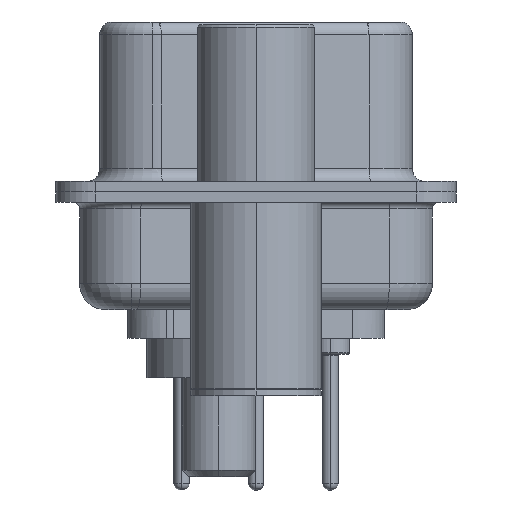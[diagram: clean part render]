
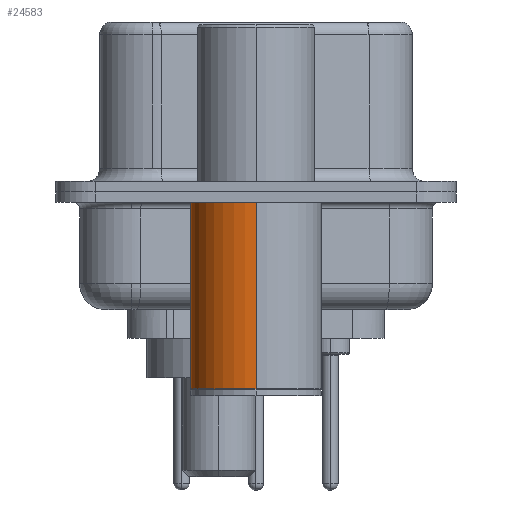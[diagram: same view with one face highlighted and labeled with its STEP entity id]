
A CAD part, left-side view. The second image highlights one B-rep face of the part: STEP entity #24583.
In plain terms, the highlighted cylindrical face has radius 2.5 mm (diameter 5 mm), a partial arc.
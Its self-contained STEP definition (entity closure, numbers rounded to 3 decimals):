
#249 = CARTESIAN_POINT ( 'NONE',  ( 0., 0., -0.4 ) ) ;
#1910 = ORIENTED_EDGE ( 'NONE', *, *, #26935, .F. ) ;
#2415 = DIRECTION ( 'NONE',  ( 1., 0., 0. ) ) ;
#3792 = DIRECTION ( 'NONE',  ( 0., 0., 1. ) ) ;
#3873 = CARTESIAN_POINT ( 'NONE',  ( -2.5, 0., -7.525 ) ) ;
#5107 = DIRECTION ( 'NONE',  ( 0., 0., 1. ) ) ;
#6296 = CARTESIAN_POINT ( 'NONE',  ( -2.5, 0., -0.4 ) ) ;
#6732 = CARTESIAN_POINT ( 'NONE',  ( 2.5, 0., -7.525 ) ) ;
#6863 = VERTEX_POINT ( 'NONE', #25720 ) ;
#7285 = CARTESIAN_POINT ( 'NONE',  ( 2.5, 0., 0.581 ) ) ;
#7418 = VECTOR ( 'NONE', #22627, 1000. ) ;
#8093 = CARTESIAN_POINT ( 'NONE',  ( 0., 0., 0.581 ) ) ;
#8941 = CIRCLE ( 'NONE', #27618, 2.5 ) ;
#8992 = CARTESIAN_POINT ( 'NONE',  ( -2.5, 0., 0.581 ) ) ;
#9150 = VECTOR ( 'NONE', #22134, 1000. ) ;
#11236 = ORIENTED_EDGE ( 'NONE', *, *, #27272, .F. ) ;
#12512 = CIRCLE ( 'NONE', #16529, 2.5 ) ;
#13630 = VERTEX_POINT ( 'NONE', #6732 ) ;
#14703 = DIRECTION ( 'NONE',  ( 1., 0., 0. ) ) ;
#15213 = VERTEX_POINT ( 'NONE', #3873 ) ;
#15542 = DIRECTION ( 'NONE',  ( 0., 0., 1. ) ) ;
#16529 = AXIS2_PLACEMENT_3D ( 'NONE', #249, #15542, #2415 ) ;
#18285 = CARTESIAN_POINT ( 'NONE',  ( 0., 0., -7.525 ) ) ;
#18892 = FACE_OUTER_BOUND ( 'NONE', #27601, .T. ) ;
#19349 = AXIS2_PLACEMENT_3D ( 'NONE', #8093, #3792, #14703 ) ;
#20476 = DIRECTION ( 'NONE',  ( 1., 0., 0. ) ) ;
#21508 = LINE ( 'NONE', #8992, #9150 ) ;
#21537 = VERTEX_POINT ( 'NONE', #6296 ) ;
#21815 = EDGE_CURVE ( 'NONE', #15213, #21537, #21508, .T. ) ;
#22134 = DIRECTION ( 'NONE',  ( 0., 0., 1. ) ) ;
#22627 = DIRECTION ( 'NONE',  ( 0., 0., 1. ) ) ;
#23532 = LINE ( 'NONE', #7285, #7418 ) ;
#23590 = ORIENTED_EDGE ( 'NONE', *, *, #24219, .T. ) ;
#24002 = CYLINDRICAL_SURFACE ( 'NONE', #19349, 2.5 ) ;
#24219 = EDGE_CURVE ( 'NONE', #13630, #15213, #8941, .T. ) ;
#24583 = ADVANCED_FACE ( 'NONE', ( #18892 ), #24002, .T. ) ;
#24931 = ORIENTED_EDGE ( 'NONE', *, *, #21815, .T. ) ;
#25720 = CARTESIAN_POINT ( 'NONE',  ( 2.5, 0., -0.4 ) ) ;
#26935 = EDGE_CURVE ( 'NONE', #13630, #6863, #23532, .T. ) ;
#27272 = EDGE_CURVE ( 'NONE', #6863, #21537, #12512, .T. ) ;
#27601 = EDGE_LOOP ( 'NONE', ( #23590, #24931, #11236, #1910 ) ) ;
#27618 = AXIS2_PLACEMENT_3D ( 'NONE', #18285, #5107, #20476 ) ;
